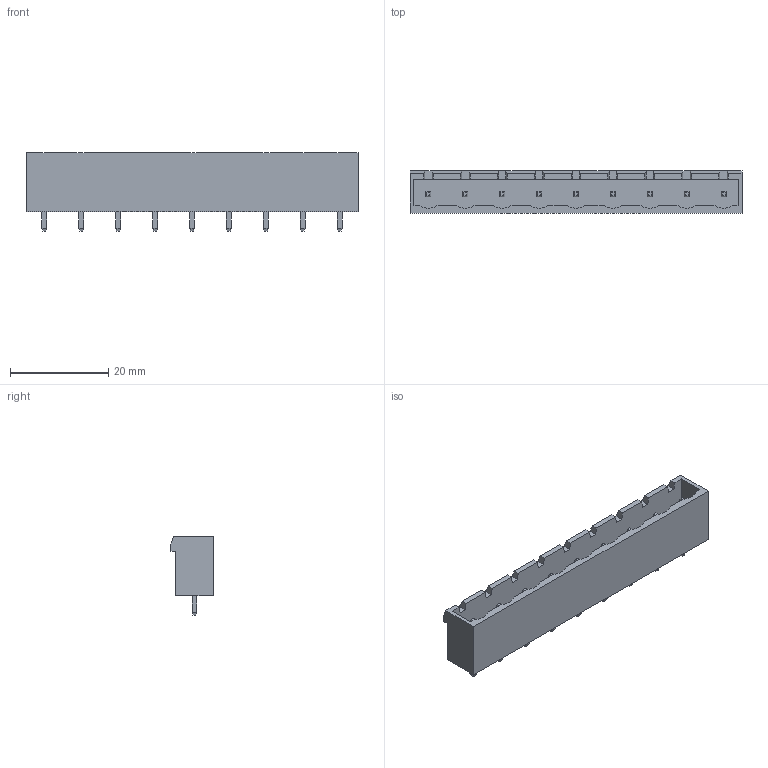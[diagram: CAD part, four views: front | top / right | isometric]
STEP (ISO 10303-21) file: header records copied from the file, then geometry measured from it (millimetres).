
FILE_DESCRIPTION(/* description */ ('model of PhoenixContact_GMSTBVA-G_09x7.50mm_Vertical.'),/* implementation_level */ FILE_NAME(/* name */ 'PhoenixContact_GMSTBVA-G_09x7.50mm_Vertical..stp',/* time_stamp */ '2017-02-24T02:56:04',/* author */ ('Rene Poeschl',''),/* organization */ (''),/* preprocessor_version */ '',/* originating_system */ '',/* authorisation */ '');
FILE_NAME(/* name */ 'PhoenixContact_GMSTBVA-G_09x7.50mm_Vertical..stp',/* time_stamp */ '2017-02-24T02:56:04',/* author */ ('Rene Poeschl',''),/* organization */ (''),/* preprocessor_version */ '',/* originating_system */ '',/* authorisation */ '');
FILE_SCHEMA(('AUTOMOTIVE_DESIGN_CC2 { 1 2 10303 214 -1 1 5 4 }'));
Length unit declared in the file: millimetre
Products named in the file (1): GMSTBVA_01x09_G_7_50mm
Bounding box: 67.5 x 8.6 x 16 mm (x, y, z)
Volume: 3292.8 mm3; surface area: 4516.4 mm2
Topology: 1 solids, 1 shells, 238 faces, 564 edges, 346 vertices
Faces by surface type: plane 229, cylinder 9
Entity records: 15437 total; most frequent: CARTESIAN_POINT 2457, DIRECTION 2008, LINE 1476, VECTOR 1476, ORIENTED_EDGE 1128, PCURVE 1128, DEFINITIONAL_REPRESENTATION 1128, EDGE_CURVE 564
